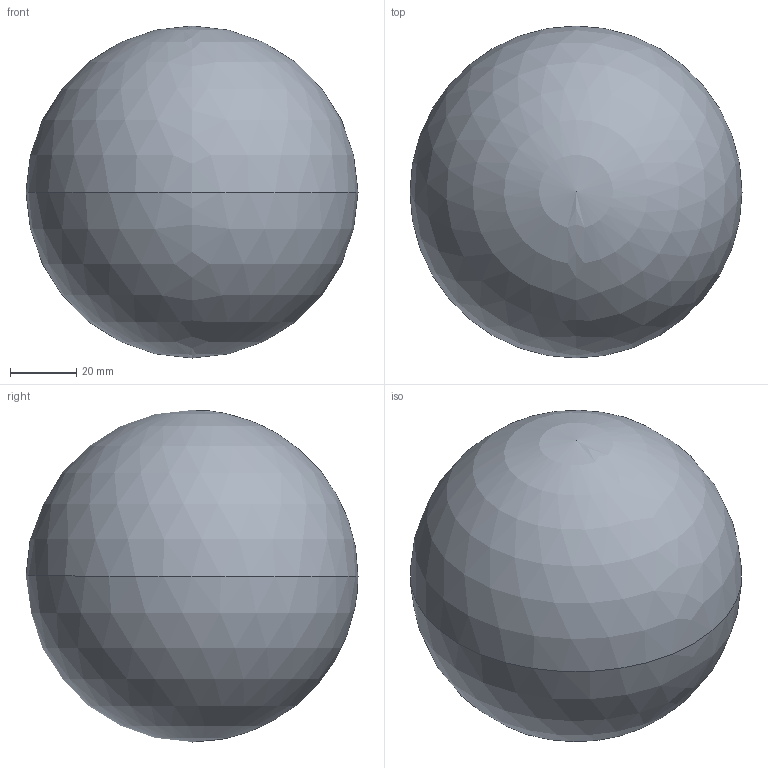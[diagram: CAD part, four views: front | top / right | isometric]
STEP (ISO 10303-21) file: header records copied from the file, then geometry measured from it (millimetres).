
FILE_DESCRIPTION (( 'STEP AP214' ), '1' );
FILE_NAME ('Sphere.STEP', '2024-09-04T17:06:32', ( '' ), ( '' ), 'SwSTEP 2.0', 'SolidWorks 2022', '' );
FILE_SCHEMA (( 'AUTOMOTIVE_DESIGN' ));
Length unit declared in the file: millimetre
Products named in the file (1): Sphere
Bounding box: 100 x 100 x 100 mm (x, y, z)
Volume: 255516.2 mm3; surface area: 51522.1 mm2
Topology: 1 solids, 2 shells, 4 faces, 14 edges, 10 vertices
Faces by surface type: sphere 4
Entity records: 116 total; most frequent: DIRECTION 18, CARTESIAN_POINT 13, AXIS2_PLACEMENT_3D 9, ORIENTED_EDGE 8, SPHERICAL_SURFACE 4, VERTEX_POINT 4, EDGE_LOOP 4, ADVANCED_FACE 4
